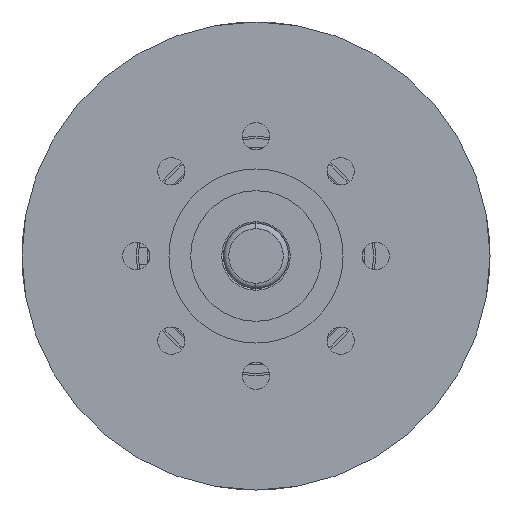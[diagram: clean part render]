
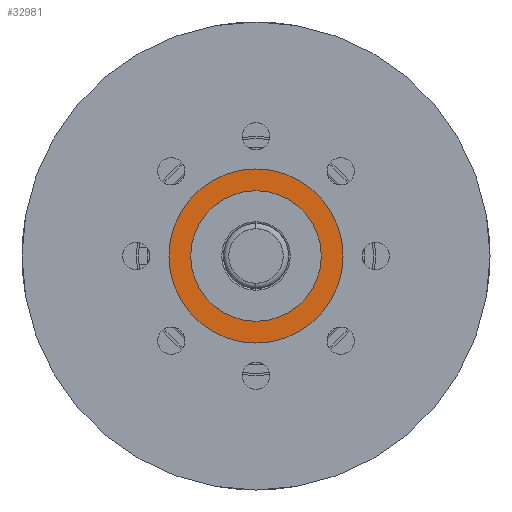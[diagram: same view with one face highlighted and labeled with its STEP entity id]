
A CAD part, left-side view. The second image highlights one B-rep face of the part: STEP entity #32981.
In plain terms, the highlighted planar face has unit normal (-1, 0, 0).
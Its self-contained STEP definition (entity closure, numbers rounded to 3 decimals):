
#4724 = CARTESIAN_POINT ( 'NONE',  ( -2.7, 0., 0. ) ) ;
#4795 = CIRCLE ( 'NONE', #43286, 8. ) ;
#5856 = VERTEX_POINT ( 'NONE', #60896 ) ;
#6415 = AXIS2_PLACEMENT_3D ( 'NONE', #4724, #82637, #37413 ) ;
#8234 = CARTESIAN_POINT ( 'NONE',  ( -2.7, 0., 8. ) ) ;
#10024 = DIRECTION ( 'NONE',  ( -1., 0., 0. ) ) ;
#10344 = DIRECTION ( 'NONE',  ( -1., 0., 0. ) ) ;
#10883 = ORIENTED_EDGE ( 'NONE', *, *, #72037, .F. ) ;
#11876 = CIRCLE ( 'NONE', #6415, 6. ) ;
#14789 = AXIS2_PLACEMENT_3D ( 'NONE', #32166, #18425, #25318 ) ;
#18425 = DIRECTION ( 'NONE',  ( -1., 0., 0. ) ) ;
#25318 = DIRECTION ( 'NONE',  ( 0., 0., 1. ) ) ;
#32166 = CARTESIAN_POINT ( 'NONE',  ( -2.7, 0., 0. ) ) ;
#32981 = ADVANCED_FACE ( 'NONE', ( #75774, #67622 ), #62846, .T. ) ;
#35855 = ORIENTED_EDGE ( 'NONE', *, *, #51231, .T. ) ;
#37413 = DIRECTION ( 'NONE',  ( 0., 0., 1. ) ) ;
#39957 = EDGE_LOOP ( 'NONE', ( #10883, #57658 ) ) ;
#42102 = CARTESIAN_POINT ( 'NONE',  ( -2.7, 0., -8. ) ) ;
#43286 = AXIS2_PLACEMENT_3D ( 'NONE', #62219, #61812, #68674 ) ;
#44465 = VERTEX_POINT ( 'NONE', #60898 ) ;
#45917 = AXIS2_PLACEMENT_3D ( 'NONE', #68964, #10024, #51350 ) ;
#50116 = EDGE_LOOP ( 'NONE', ( #77661, #35855 ) ) ;
#51231 = EDGE_CURVE ( 'NONE', #59070, #60470, #70590, .T. ) ;
#51350 = DIRECTION ( 'NONE',  ( 0., 0., 1. ) ) ;
#52223 = EDGE_CURVE ( 'NONE', #60470, #59070, #4795, .T. ) ;
#57658 = ORIENTED_EDGE ( 'NONE', *, *, #60494, .F. ) ;
#59070 = VERTEX_POINT ( 'NONE', #8234 ) ;
#60470 = VERTEX_POINT ( 'NONE', #42102 ) ;
#60494 = EDGE_CURVE ( 'NONE', #44465, #5856, #68418, .T. ) ;
#60896 = CARTESIAN_POINT ( 'NONE',  ( -2.7, 0., 6. ) ) ;
#60898 = CARTESIAN_POINT ( 'NONE',  ( -2.7, 0., -6. ) ) ;
#61812 = DIRECTION ( 'NONE',  ( -1., 0., 0. ) ) ;
#62219 = CARTESIAN_POINT ( 'NONE',  ( -2.7, 0., 0. ) ) ;
#62433 = DIRECTION ( 'NONE',  ( 0., 0., 1. ) ) ;
#62846 = PLANE ( 'NONE',  #72892 ) ;
#67622 = FACE_OUTER_BOUND ( 'NONE', #50116, .T. ) ;
#68418 = CIRCLE ( 'NONE', #14789, 6. ) ;
#68465 = CARTESIAN_POINT ( 'NONE',  ( -2.7, 0., 0. ) ) ;
#68674 = DIRECTION ( 'NONE',  ( 0., 0., 1. ) ) ;
#68964 = CARTESIAN_POINT ( 'NONE',  ( -2.7, 0., 0. ) ) ;
#70590 = CIRCLE ( 'NONE', #45917, 8. ) ;
#72037 = EDGE_CURVE ( 'NONE', #5856, #44465, #11876, .T. ) ;
#72892 = AXIS2_PLACEMENT_3D ( 'NONE', #68465, #10344, #62433 ) ;
#75774 = FACE_BOUND ( 'NONE', #39957, .T. ) ;
#77661 = ORIENTED_EDGE ( 'NONE', *, *, #52223, .T. ) ;
#82637 = DIRECTION ( 'NONE',  ( -1., 0., 0. ) ) ;
